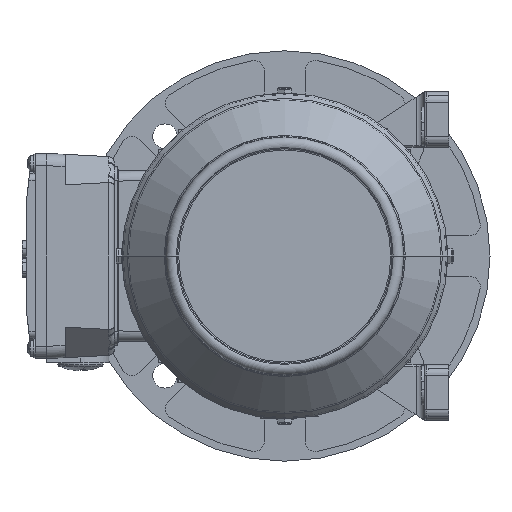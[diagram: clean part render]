
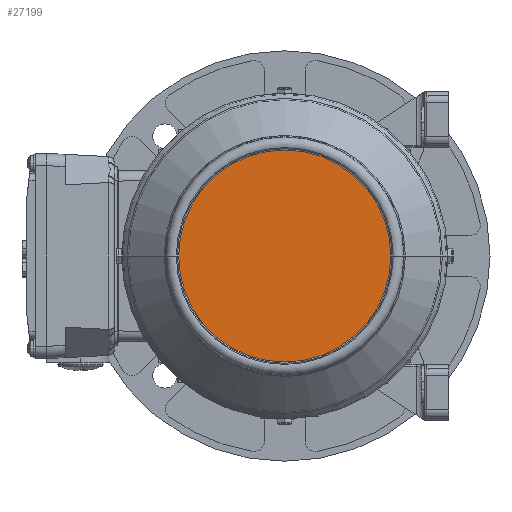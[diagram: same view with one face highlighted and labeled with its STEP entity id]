
A CAD part, left-side view. The second image highlights one B-rep face of the part: STEP entity #27199.
In plain terms, the highlighted face is planar.
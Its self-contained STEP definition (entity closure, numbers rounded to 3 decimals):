
#625 = PLANE ( 'NONE',  #53515 ) ;
#7358 = EDGE_LOOP ( 'NONE', ( #72855, #63183 ) ) ;
#10456 = EDGE_CURVE ( 'NONE', #15252, #26133, #27796, .T. ) ;
#12484 = EDGE_CURVE ( 'NONE', #26133, #15252, #15369, .T. ) ;
#14108 = AXIS2_PLACEMENT_3D ( 'NONE', #82893, #73934, #64986 ) ;
#15252 = VERTEX_POINT ( 'NONE', #40398 ) ;
#15334 = DIRECTION ( 'NONE',  ( 0., 0., 1. ) ) ;
#15369 = CIRCLE ( 'NONE', #20500, 51.672 ) ;
#20500 = AXIS2_PLACEMENT_3D ( 'NONE', #33446, #24413, #15334 ) ;
#24413 = DIRECTION ( 'NONE',  ( -1., 0., 0. ) ) ;
#26133 = VERTEX_POINT ( 'NONE', #55517 ) ;
#27199 = ADVANCED_FACE ( 'NONE', ( #54710 ), #625, .F. ) ;
#27796 = CIRCLE ( 'NONE', #14108, 51.672 ) ;
#33446 = CARTESIAN_POINT ( 'NONE',  ( 95., 0., 0. ) ) ;
#40398 = CARTESIAN_POINT ( 'NONE',  ( 95., 0., 51.672 ) ) ;
#53515 = AXIS2_PLACEMENT_3D ( 'NONE', #79476, #70535, #61603 ) ;
#54710 = FACE_OUTER_BOUND ( 'NONE', #7358, .T. ) ;
#55517 = CARTESIAN_POINT ( 'NONE',  ( 95., 0., -51.672 ) ) ;
#61603 = DIRECTION ( 'NONE',  ( 0., 0., 1. ) ) ;
#63183 = ORIENTED_EDGE ( 'NONE', *, *, #12484, .F. ) ;
#64986 = DIRECTION ( 'NONE',  ( 0., 0., 1. ) ) ;
#70535 = DIRECTION ( 'NONE',  ( -1., 0., 0. ) ) ;
#72855 = ORIENTED_EDGE ( 'NONE', *, *, #10456, .F. ) ;
#73934 = DIRECTION ( 'NONE',  ( -1., 0., 0. ) ) ;
#79476 = CARTESIAN_POINT ( 'NONE',  ( 95., 51.672, 0. ) ) ;
#82893 = CARTESIAN_POINT ( 'NONE',  ( 95., 0., 0. ) ) ;
